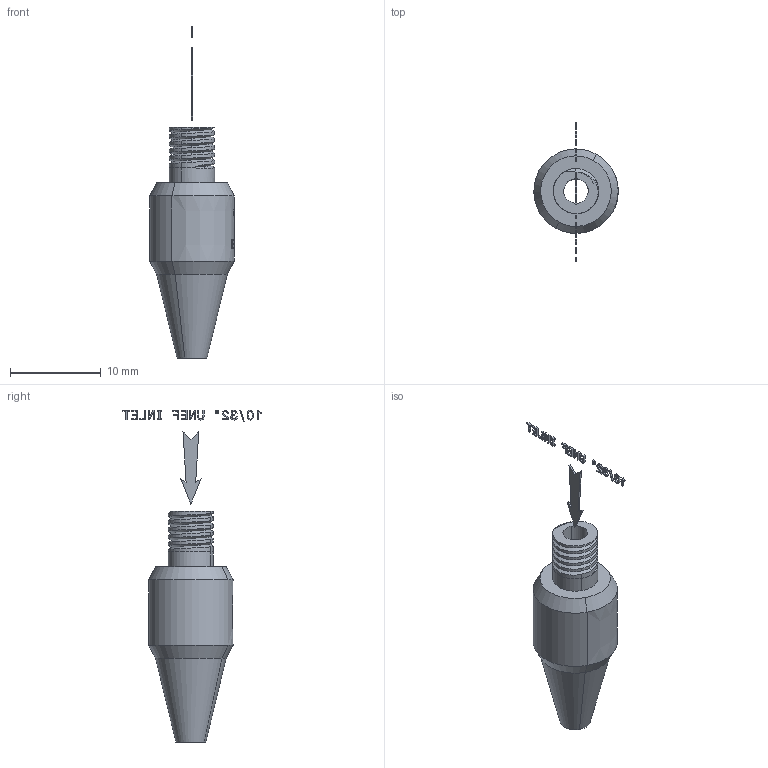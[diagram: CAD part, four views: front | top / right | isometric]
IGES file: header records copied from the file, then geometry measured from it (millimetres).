
Start section: START RECORD GO HERE.
Global section: file name: NOZ47001.igs; native system: DASSAULT SYSTEMES CATIA V5 R20 - www.3ds.com; preprocessor: CATIA Version 5 Release 20 ; author: DESIGNENG; organization: DESIGNENG; date: 20150429.172508; units: millimetre
Bounding box: 9.3 x 15.23 x 36.58 mm (x, y, z)
Volume: 855.8 mm3; surface area: 918 mm2
Topology: 18 solids, 18 shells, 528 faces, 1406 edges, 934 vertices
Faces by surface type: plane 397, extrusion 80, revolution 29, bspline 22
